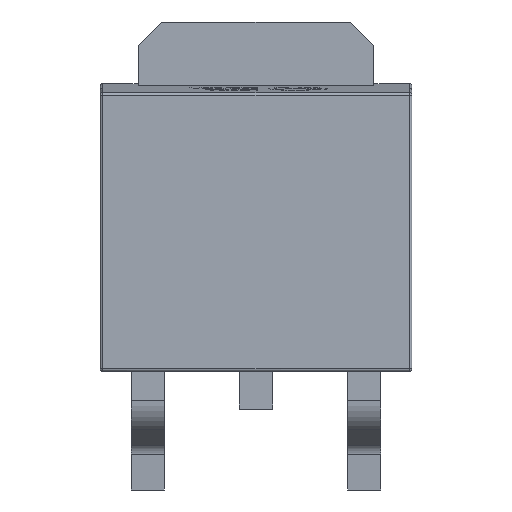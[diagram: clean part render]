
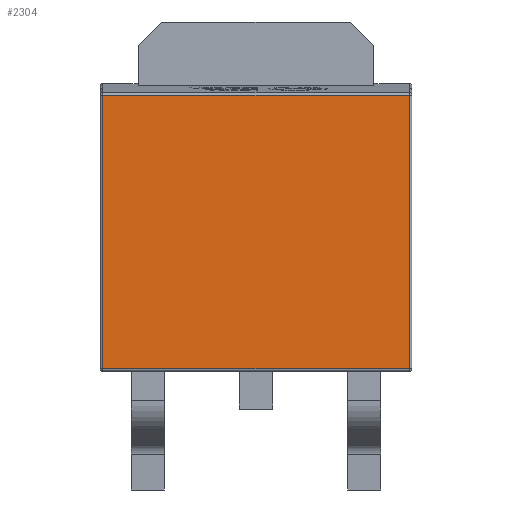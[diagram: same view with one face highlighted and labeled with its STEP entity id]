
A CAD part, top view. The second image highlights one B-rep face of the part: STEP entity #2304.
In plain terms, the highlighted free-form (B-spline) face has degree [1, 1] with [2, 2] control points.
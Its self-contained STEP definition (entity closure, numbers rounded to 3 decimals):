
#2304 = ADVANCED_FACE('',(#2305),#2335,.T.);
#2305 = FACE_BOUND('',#2306,.T.);
#2306 = EDGE_LOOP('',(#2307,#2316,#2323,#2330));
#2307 = ORIENTED_EDGE('',*,*,#2308,.T.);
#2308 = EDGE_CURVE('',#2309,#2311,#2313,.T.);
#2309 = VERTEX_POINT('',#2310);
#2310 = CARTESIAN_POINT('',(-3.25,3.406,2.306));
#2311 = VERTEX_POINT('',#2312);
#2312 = CARTESIAN_POINT('',(-3.25,-2.397,2.306));
#2313 = B_SPLINE_CURVE_WITH_KNOTS('',1,(#2314,#2315),.UNSPECIFIED.,.F.,
  .F.,(2,2),(-5.853,-0.05),.PIECEWISE_BEZIER_KNOTS.);
#2314 = CARTESIAN_POINT('',(-3.25,3.406,2.306));
#2315 = CARTESIAN_POINT('',(-3.25,-2.397,2.306));
#2316 = ORIENTED_EDGE('',*,*,#2317,.T.);
#2317 = EDGE_CURVE('',#2311,#2318,#2320,.T.);
#2318 = VERTEX_POINT('',#2319);
#2319 = CARTESIAN_POINT('',(3.25,-2.397,2.306));
#2320 = B_SPLINE_CURVE_WITH_KNOTS('',1,(#2321,#2322),.UNSPECIFIED.,.F.,
  .F.,(2,2),(-6.55,-0.05),.PIECEWISE_BEZIER_KNOTS.);
#2321 = CARTESIAN_POINT('',(-3.25,-2.397,2.306));
#2322 = CARTESIAN_POINT('',(3.25,-2.397,2.306));
#2323 = ORIENTED_EDGE('',*,*,#2324,.T.);
#2324 = EDGE_CURVE('',#2318,#2325,#2327,.T.);
#2325 = VERTEX_POINT('',#2326);
#2326 = CARTESIAN_POINT('',(3.25,3.406,2.306));
#2327 = B_SPLINE_CURVE_WITH_KNOTS('',1,(#2328,#2329),.UNSPECIFIED.,.F.,
  .F.,(2,2),(-5.849,-0.046),
  .PIECEWISE_BEZIER_KNOTS.);
#2328 = CARTESIAN_POINT('',(3.25,-2.397,2.306));
#2329 = CARTESIAN_POINT('',(3.25,3.406,2.306));
#2330 = ORIENTED_EDGE('',*,*,#2331,.T.);
#2331 = EDGE_CURVE('',#2325,#2309,#2332,.T.);
#2332 = B_SPLINE_CURVE_WITH_KNOTS('',1,(#2333,#2334),.UNSPECIFIED.,.F.,
  .F.,(2,2),(-6.55,-0.05),.PIECEWISE_BEZIER_KNOTS.);
#2333 = CARTESIAN_POINT('',(3.25,3.406,2.306));
#2334 = CARTESIAN_POINT('',(-3.25,3.406,2.306));
#2335 = B_SPLINE_SURFACE_WITH_KNOTS('',1,1,(
    (#2336,#2337)
    ,(#2338,#2339
    )),.UNSPECIFIED.,.F.,.F.,.F.,(2,2),(2,2),(-0.95,5.55),(2.55,
    8.353),.PIECEWISE_BEZIER_KNOTS.);
#2336 = CARTESIAN_POINT('',(-3.25,-2.397,2.306));
#2337 = CARTESIAN_POINT('',(-3.25,3.406,2.306));
#2338 = CARTESIAN_POINT('',(3.25,-2.397,2.306));
#2339 = CARTESIAN_POINT('',(3.25,3.406,2.306));
